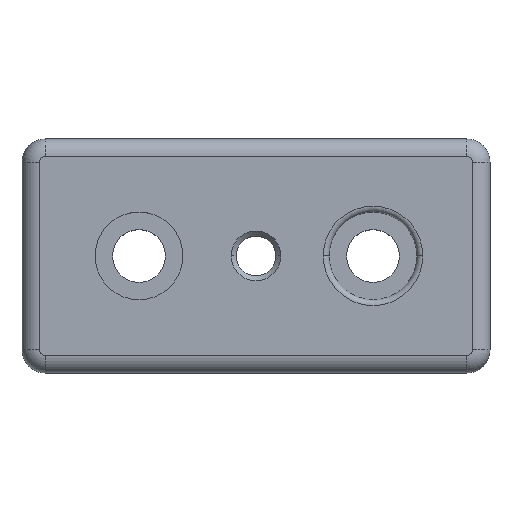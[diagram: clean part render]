
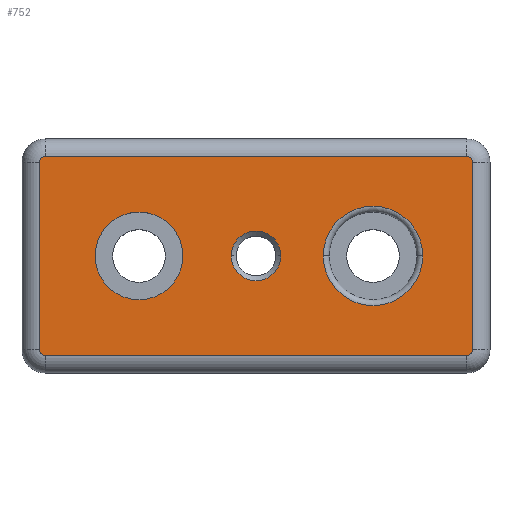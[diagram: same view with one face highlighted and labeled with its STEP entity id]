
A CAD part, top view. The second image highlights one B-rep face of the part: STEP entity #752.
In plain terms, the highlighted planar face has unit normal (0, 0, 1).
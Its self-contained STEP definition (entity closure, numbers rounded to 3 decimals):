
#10 = DIRECTION ( 'NONE',  ( -1., 0., 0. ) ) ;
#16 = CARTESIAN_POINT ( 'NONE',  ( 36., 16., 16. ) ) ;
#23 = ORIENTED_EDGE ( 'NONE', *, *, #1048, .T. ) ;
#57 = EDGE_CURVE ( 'NONE', #1460, #1421, #2210, .T. ) ;
#69 = AXIS2_PLACEMENT_3D ( 'NONE', #179, #1703, #1113 ) ;
#71 = ORIENTED_EDGE ( 'NONE', *, *, #2229, .T. ) ;
#116 = CARTESIAN_POINT ( 'NONE',  ( -36., 17., 16. ) ) ;
#140 = VERTEX_POINT ( 'NONE', #1962 ) ;
#159 = CIRCLE ( 'NONE', #1130, 7.5 ) ;
#163 = CARTESIAN_POINT ( 'NONE',  ( -20., 0., 16. ) ) ;
#179 = CARTESIAN_POINT ( 'NONE',  ( -36., -16., 16. ) ) ;
#208 = CARTESIAN_POINT ( 'NONE',  ( 37., 0., 16. ) ) ;
#223 = FACE_BOUND ( 'NONE', #330, .T. ) ;
#240 = ORIENTED_EDGE ( 'NONE', *, *, #246, .T. ) ;
#246 = EDGE_CURVE ( 'NONE', #1838, #140, #1029, .T. ) ;
#248 = CARTESIAN_POINT ( 'NONE',  ( -37., -16., 16. ) ) ;
#257 = DIRECTION ( 'NONE',  ( 1., 0., 0. ) ) ;
#259 = VERTEX_POINT ( 'NONE', #2421 ) ;
#282 = ORIENTED_EDGE ( 'NONE', *, *, #1518, .F. ) ;
#308 = DIRECTION ( 'NONE',  ( 0., 0., -1. ) ) ;
#310 = DIRECTION ( 'NONE',  ( 0., -1., 0. ) ) ;
#330 = EDGE_LOOP ( 'NONE', ( #371, #2204 ) ) ;
#367 = LINE ( 'NONE', #1745, #1088 ) ;
#371 = ORIENTED_EDGE ( 'NONE', *, *, #1823, .T. ) ;
#379 = CARTESIAN_POINT ( 'NONE',  ( -4.25, 0., 16. ) ) ;
#441 = CARTESIAN_POINT ( 'NONE',  ( -36., -17., 16. ) ) ;
#478 = ORIENTED_EDGE ( 'NONE', *, *, #1052, .T. ) ;
#491 = CARTESIAN_POINT ( 'NONE',  ( 20., 0., 16. ) ) ;
#494 = DIRECTION ( 'NONE',  ( 1., 0., 0. ) ) ;
#536 = EDGE_CURVE ( 'NONE', #2319, #259, #1804, .T. ) ;
#549 = VECTOR ( 'NONE', #494, 1000. ) ;
#619 = CARTESIAN_POINT ( 'NONE',  ( 36., -16., 16. ) ) ;
#652 = ORIENTED_EDGE ( 'NONE', *, *, #1951, .T. ) ;
#669 = VECTOR ( 'NONE', #310, 1000. ) ;
#677 = CARTESIAN_POINT ( 'NONE',  ( -37., 16., 16. ) ) ;
#688 = DIRECTION ( 'NONE',  ( 0., 0., -1. ) ) ;
#696 = CARTESIAN_POINT ( 'NONE',  ( 0., -17., 16. ) ) ;
#713 = CIRCLE ( 'NONE', #69, 1. ) ;
#734 = AXIS2_PLACEMENT_3D ( 'NONE', #491, #308, #2095 ) ;
#738 = DIRECTION ( 'NONE',  ( 1., 0., 0. ) ) ;
#752 = ADVANCED_FACE ( 'NONE', ( #1956, #223, #916, #2148 ), #2061, .T. ) ;
#792 = CARTESIAN_POINT ( 'NONE',  ( 28.5, 0., 16. ) ) ;
#839 = CARTESIAN_POINT ( 'NONE',  ( -20., 0., 16. ) ) ;
#842 = AXIS2_PLACEMENT_3D ( 'NONE', #16, #1952, #999 ) ;
#878 = AXIS2_PLACEMENT_3D ( 'NONE', #839, #1766, #257 ) ;
#916 = FACE_BOUND ( 'NONE', #1338, .T. ) ;
#938 = CIRCLE ( 'NONE', #734, 8.5 ) ;
#948 = VERTEX_POINT ( 'NONE', #248 ) ;
#959 = CARTESIAN_POINT ( 'NONE',  ( 37., 16., 16. ) ) ;
#973 = EDGE_CURVE ( 'NONE', #1654, #2317, #2292, .T. ) ;
#999 = DIRECTION ( 'NONE',  ( 1., 0., 0. ) ) ;
#1029 = CIRCLE ( 'NONE', #2088, 4.25 ) ;
#1048 = EDGE_CURVE ( 'NONE', #1421, #948, #2224, .T. ) ;
#1052 = EDGE_CURVE ( 'NONE', #140, #1838, #2212, .T. ) ;
#1079 = DIRECTION ( 'NONE',  ( 0., 0., -1. ) ) ;
#1088 = VECTOR ( 'NONE', #10, 1000. ) ;
#1095 = EDGE_CURVE ( 'NONE', #2125, #2319, #1690, .T. ) ;
#1113 = DIRECTION ( 'NONE',  ( 1., 0., 0. ) ) ;
#1117 = AXIS2_PLACEMENT_3D ( 'NONE', #619, #1402, #2177 ) ;
#1128 = CARTESIAN_POINT ( 'NONE',  ( 36., 17., 16. ) ) ;
#1130 = AXIS2_PLACEMENT_3D ( 'NONE', #163, #2104, #738 ) ;
#1133 = VECTOR ( 'NONE', #1749, 1000. ) ;
#1134 = DIRECTION ( 'NONE',  ( 1., 0., 0. ) ) ;
#1242 = VERTEX_POINT ( 'NONE', #1128 ) ;
#1273 = CARTESIAN_POINT ( 'NONE',  ( 0., 0., 16. ) ) ;
#1282 = CARTESIAN_POINT ( 'NONE',  ( 36., -17., 16. ) ) ;
#1283 = EDGE_LOOP ( 'NONE', ( #23, #652, #1310, #1676, #2059, #71, #1789, #2195 ) ) ;
#1310 = ORIENTED_EDGE ( 'NONE', *, *, #1095, .T. ) ;
#1331 = VERTEX_POINT ( 'NONE', #792 ) ;
#1338 = EDGE_LOOP ( 'NONE', ( #478, #240 ) ) ;
#1402 = DIRECTION ( 'NONE',  ( 0., 0., 1. ) ) ;
#1405 = CARTESIAN_POINT ( 'NONE',  ( 20., 0., 16. ) ) ;
#1421 = VERTEX_POINT ( 'NONE', #677 ) ;
#1445 = DIRECTION ( 'NONE',  ( 1., 0., 0. ) ) ;
#1460 = VERTEX_POINT ( 'NONE', #116 ) ;
#1502 = DIRECTION ( 'NONE',  ( 1., 0., 0. ) ) ;
#1512 = DIRECTION ( 'NONE',  ( 1., 0., 0. ) ) ;
#1518 = EDGE_CURVE ( 'NONE', #2317, #1654, #159, .T. ) ;
#1521 = CARTESIAN_POINT ( 'NONE',  ( -27.5, 0., 16. ) ) ;
#1573 = DIRECTION ( 'NONE',  ( 0., 0., -1. ) ) ;
#1602 = AXIS2_PLACEMENT_3D ( 'NONE', #1405, #1573, #1948 ) ;
#1634 = CARTESIAN_POINT ( 'NONE',  ( -12.5, 0., 16. ) ) ;
#1654 = VERTEX_POINT ( 'NONE', #1521 ) ;
#1666 = CARTESIAN_POINT ( 'NONE',  ( -37., 0., 16. ) ) ;
#1668 = EDGE_CURVE ( 'NONE', #1242, #1460, #367, .T. ) ;
#1669 = CARTESIAN_POINT ( 'NONE',  ( 0., 0., 16. ) ) ;
#1676 = ORIENTED_EDGE ( 'NONE', *, *, #536, .T. ) ;
#1690 = LINE ( 'NONE', #696, #549 ) ;
#1703 = DIRECTION ( 'NONE',  ( 0., 0., 1. ) ) ;
#1704 = DIRECTION ( 'NONE',  ( 0., 0., 1. ) ) ;
#1745 = CARTESIAN_POINT ( 'NONE',  ( 0., 17., 16. ) ) ;
#1749 = DIRECTION ( 'NONE',  ( 0., 1., 0. ) ) ;
#1756 = EDGE_LOOP ( 'NONE', ( #282, #2190 ) ) ;
#1766 = DIRECTION ( 'NONE',  ( 0., 0., 1. ) ) ;
#1789 = ORIENTED_EDGE ( 'NONE', *, *, #1668, .T. ) ;
#1795 = LINE ( 'NONE', #208, #1133 ) ;
#1804 = CIRCLE ( 'NONE', #1117, 1. ) ;
#1823 = EDGE_CURVE ( 'NONE', #1331, #2321, #938, .T. ) ;
#1838 = VERTEX_POINT ( 'NONE', #379 ) ;
#1842 = AXIS2_PLACEMENT_3D ( 'NONE', #1891, #1704, #1512 ) ;
#1891 = CARTESIAN_POINT ( 'NONE',  ( -36., 16., 16. ) ) ;
#1905 = VERTEX_POINT ( 'NONE', #959 ) ;
#1936 = CIRCLE ( 'NONE', #842, 1. ) ;
#1948 = DIRECTION ( 'NONE',  ( 1., 0., 0. ) ) ;
#1951 = EDGE_CURVE ( 'NONE', #948, #2125, #713, .T. ) ;
#1952 = DIRECTION ( 'NONE',  ( 0., 0., 1. ) ) ;
#1956 = FACE_OUTER_BOUND ( 'NONE', #1283, .T. ) ;
#1962 = CARTESIAN_POINT ( 'NONE',  ( 4.25, 0., 16. ) ) ;
#2045 = CIRCLE ( 'NONE', #1602, 8.5 ) ;
#2059 = ORIENTED_EDGE ( 'NONE', *, *, #2076, .T. ) ;
#2061 = PLANE ( 'NONE',  #2258 ) ;
#2072 = EDGE_CURVE ( 'NONE', #2321, #1331, #2045, .T. ) ;
#2076 = EDGE_CURVE ( 'NONE', #259, #1905, #1795, .T. ) ;
#2088 = AXIS2_PLACEMENT_3D ( 'NONE', #2433, #688, #1445 ) ;
#2094 = AXIS2_PLACEMENT_3D ( 'NONE', #1273, #1079, #1502 ) ;
#2095 = DIRECTION ( 'NONE',  ( 1., 0., 0. ) ) ;
#2104 = DIRECTION ( 'NONE',  ( 0., 0., 1. ) ) ;
#2125 = VERTEX_POINT ( 'NONE', #441 ) ;
#2148 = FACE_BOUND ( 'NONE', #1756, .T. ) ;
#2177 = DIRECTION ( 'NONE',  ( 1., 0., 0. ) ) ;
#2190 = ORIENTED_EDGE ( 'NONE', *, *, #973, .F. ) ;
#2195 = ORIENTED_EDGE ( 'NONE', *, *, #57, .T. ) ;
#2204 = ORIENTED_EDGE ( 'NONE', *, *, #2072, .T. ) ;
#2210 = CIRCLE ( 'NONE', #1842, 1. ) ;
#2212 = CIRCLE ( 'NONE', #2094, 4.25 ) ;
#2224 = LINE ( 'NONE', #1666, #669 ) ;
#2229 = EDGE_CURVE ( 'NONE', #1905, #1242, #1936, .T. ) ;
#2257 = DIRECTION ( 'NONE',  ( 0., 0., 1. ) ) ;
#2258 = AXIS2_PLACEMENT_3D ( 'NONE', #1669, #2257, #1134 ) ;
#2292 = CIRCLE ( 'NONE', #878, 7.5 ) ;
#2317 = VERTEX_POINT ( 'NONE', #1634 ) ;
#2319 = VERTEX_POINT ( 'NONE', #1282 ) ;
#2321 = VERTEX_POINT ( 'NONE', #2393 ) ;
#2393 = CARTESIAN_POINT ( 'NONE',  ( 11.5, 0., 16. ) ) ;
#2421 = CARTESIAN_POINT ( 'NONE',  ( 37., -16., 16. ) ) ;
#2433 = CARTESIAN_POINT ( 'NONE',  ( 0., 0., 16. ) ) ;
